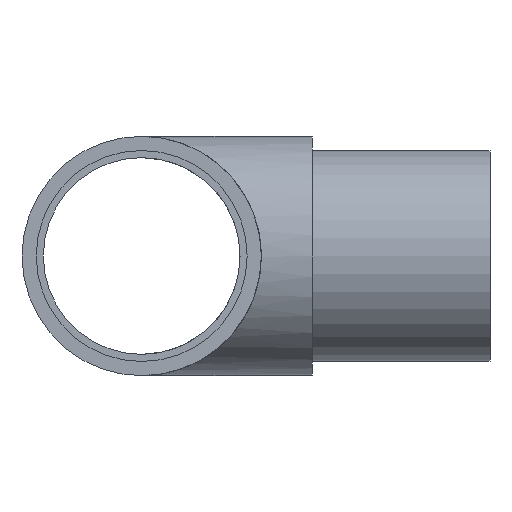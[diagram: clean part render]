
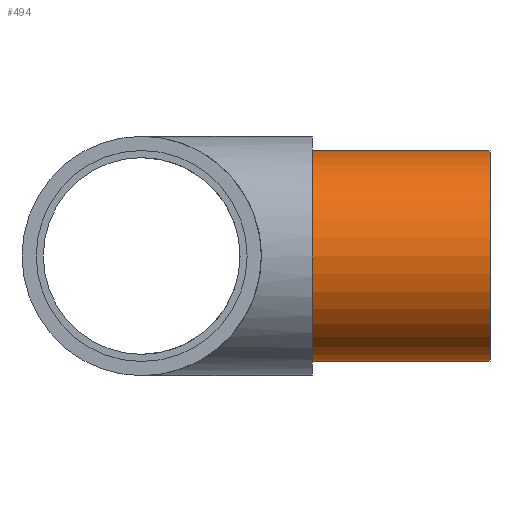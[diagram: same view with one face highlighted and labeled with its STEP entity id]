
A CAD part, left-side view. The second image highlights one B-rep face of the part: STEP entity #494.
In plain terms, the highlighted cylindrical face has radius 14.85 mm (diameter 29.7 mm), a partial arc.
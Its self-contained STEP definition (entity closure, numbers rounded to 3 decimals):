
#30 = ORIENTED_EDGE ( 'NONE', *, *, #104, .F. ) ;
#36 = CARTESIAN_POINT ( 'NONE',  ( 0., -49.05, 14.85 ) ) ;
#61 = EDGE_CURVE ( 'NONE', #354, #115, #511, .T. ) ;
#73 = DIRECTION ( 'NONE',  ( 0., -1., 0. ) ) ;
#84 = DIRECTION ( 'NONE',  ( 0., 1., 0. ) ) ;
#93 = EDGE_CURVE ( 'NONE', #569, #423, #628, .T. ) ;
#104 = EDGE_CURVE ( 'NONE', #115, #423, #482, .T. ) ;
#115 = VERTEX_POINT ( 'NONE', #651 ) ;
#165 = CARTESIAN_POINT ( 'NONE',  ( 0., -24.05, 0. ) ) ;
#177 = AXIS2_PLACEMENT_3D ( 'NONE', #165, #276, #578 ) ;
#206 = EDGE_CURVE ( 'NONE', #354, #569, #333, .T. ) ;
#220 = CYLINDRICAL_SURFACE ( 'NONE', #533, 14.85 ) ;
#254 = CARTESIAN_POINT ( 'NONE',  ( 0., -24.05, -14.85 ) ) ;
#276 = DIRECTION ( 'NONE',  ( 0., -1., 0. ) ) ;
#293 = ORIENTED_EDGE ( 'NONE', *, *, #61, .F. ) ;
#300 = ORIENTED_EDGE ( 'NONE', *, *, #206, .T. ) ;
#312 = AXIS2_PLACEMENT_3D ( 'NONE', #639, #73, #314 ) ;
#314 = DIRECTION ( 'NONE',  ( 0., 0., -1. ) ) ;
#320 = EDGE_LOOP ( 'NONE', ( #30, #293, #300, #347 ) ) ;
#333 = LINE ( 'NONE', #36, #393 ) ;
#335 = CARTESIAN_POINT ( 'NONE',  ( 0., -24.05, 14.85 ) ) ;
#347 = ORIENTED_EDGE ( 'NONE', *, *, #93, .T. ) ;
#354 = VERTEX_POINT ( 'NONE', #573 ) ;
#367 = DIRECTION ( 'NONE',  ( 0., 1., 0. ) ) ;
#370 = CARTESIAN_POINT ( 'NONE',  ( 0., -49.05, 0. ) ) ;
#393 = VECTOR ( 'NONE', #84, 1000. ) ;
#423 = VERTEX_POINT ( 'NONE', #254 ) ;
#466 = DIRECTION ( 'NONE',  ( 0., 1., 0. ) ) ;
#475 = VECTOR ( 'NONE', #466, 1000. ) ;
#482 = LINE ( 'NONE', #575, #475 ) ;
#494 = ADVANCED_FACE ( 'NONE', ( #585 ), #220, .T. ) ;
#511 = CIRCLE ( 'NONE', #312, 14.85 ) ;
#533 = AXIS2_PLACEMENT_3D ( 'NONE', #370, #367, #592 ) ;
#569 = VERTEX_POINT ( 'NONE', #335 ) ;
#573 = CARTESIAN_POINT ( 'NONE',  ( 0., -49.05, 14.85 ) ) ;
#575 = CARTESIAN_POINT ( 'NONE',  ( 0., -49.05, -14.85 ) ) ;
#578 = DIRECTION ( 'NONE',  ( 0., 0., -1. ) ) ;
#585 = FACE_OUTER_BOUND ( 'NONE', #320, .T. ) ;
#592 = DIRECTION ( 'NONE',  ( 0., 0., 1. ) ) ;
#628 = CIRCLE ( 'NONE', #177, 14.85 ) ;
#639 = CARTESIAN_POINT ( 'NONE',  ( 0., -49.05, 0. ) ) ;
#651 = CARTESIAN_POINT ( 'NONE',  ( 0., -49.05, -14.85 ) ) ;
